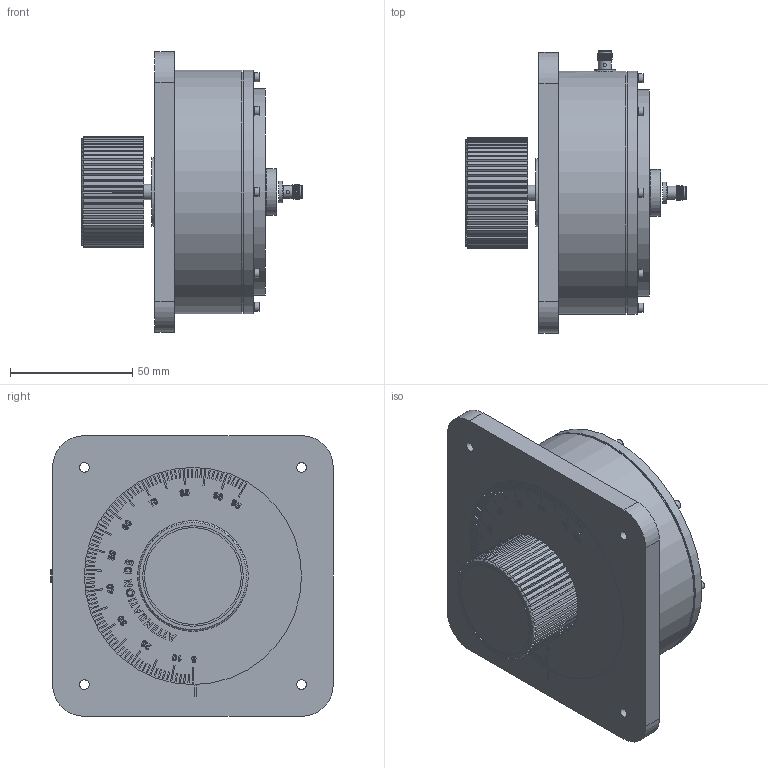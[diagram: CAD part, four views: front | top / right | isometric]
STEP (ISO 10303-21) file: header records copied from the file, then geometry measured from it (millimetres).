
FILE_DESCRIPTION (( 'STEP AP203' ), '1' );
FILE_NAME ('PE7422_3D.step', '2020-11-03T20:18:41', ( '' ), ( '' ), 'SwSTEP 2.0', 'SolidWorks 2018', '' );
FILE_SCHEMA (( 'CONFIG_CONTROL_DESIGN' ));
Length unit declared in the file: inch
Products named in the file (1): PE7422_3D
Bounding box: 90.18 x 115.57 x 114.81 mm (x, y, z)
Volume: 423151.5 mm3; surface area: 53107.2 mm2
Topology: 13 solids, 13 shells, 1546 faces, 3746 edges, 2425 vertices
Faces by surface type: plane 929, bspline 268, cylinder 203, cone 142, torus 4
Full cylindrical faces by diameter (mm): 1.016 x2, 1.27 x4, 2.286 x72, 3.658 x8, 3.912 x4, 4.42 x8, 4.521 x2, 5.334 x4, 6.223 x1, 8.799 x2, 8.864 x1, 19.167 x1, 27.949 x1, 39.624 x1, 41.148 x1, 84.633 x1, 88.9 x1, 98.552 x1, 99.568 x2, 104.648 x1, 109.728 x1
Entity records: 64415 total; most frequent: CARTESIAN_POINT 32682, ORIENTED_EDGE 6808, DIRECTION 5476, EDGE_CURVE 3404, VERTEX_POINT 2244, LINE 2236, VECTOR 2236, EDGE_LOOP 1774
